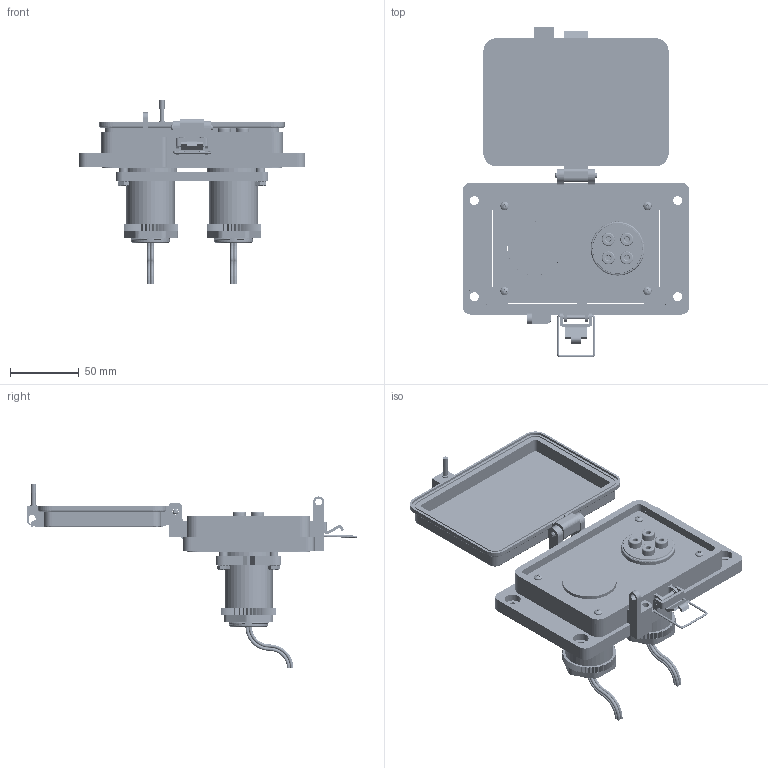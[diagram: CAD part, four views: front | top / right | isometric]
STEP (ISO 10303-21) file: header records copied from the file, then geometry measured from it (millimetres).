
FILE_DESCRIPTION (( 'STEP AP203' ), '1' );
FILE_NAME ('P-S12S21-M3RX_3D.STEP', '2019-08-05T13:27:34', ( '' ), ( '' ), 'SwSTEP 2.0', 'SolidWorks 2019', '' );
FILE_SCHEMA (( 'CONFIG_CONTROL_DESIGN' ));
Length unit declared in the file: millimetre
Products named in the file (17): 632FH_1-1_4-IN; R-3MT_SLEEVE; Z-001-SPR_5_8; R-3MT_NUT; Z-002-632516HN_90675A007; VTS INSERT; R-3W-UNIT; Z-H-M3_B; P-S12S21-M3RX_FP060_1; R-3W-SLEEVE; -M3; BAK240_BP1; R-3W_NUT; 92005A124_METRIC PAN HEAD PHILLIPS MACHINE SCREW_92005A124; BAK240_TP1; R-3MT_UNIT; P-S12S21-M3RX_3D
Assembly tree (28 placements, depth 3):
  P-S12S21-M3RX_3D
    P-S12S21-M3RX_FP060_1
    VTS INSERT
      BAK240_BP1
      BAK240_TP1
      632FH_1-1_4-IN  x4
      Z-001-SPR_5_8  x4
      Z-002-632516HN_90675A007  x4
      R-3W-UNIT
      R-3W-SLEEVE
      R-3W_NUT
      R-3MT_UNIT
      R-3MT_SLEEVE
      R-3MT_NUT
    -M3
      Z-H-M3_B
    92005A124_METRIC PAN HEAD PHILLIPS MACHINE SCREW_92005A124  x4
Bounding box: 164.96 x 240.59 x 134.46 mm (x, y, z)
Volume: 405612.1 mm3; surface area: 195525.3 mm2
Topology: 47 solids, 47 shells, 4124 faces, 11700 edges, 7707 vertices
Faces by surface type: cylinder 1630, plane 1206, bspline 978, cone 224, torus 78, sphere 8
Entity records: 148305 total; most frequent: CARTESIAN_POINT 84696, ORIENTED_EDGE 15456, DIRECTION 8869, EDGE_CURVE 7728, VERTEX_POINT 5082, VECTOR 3039, LINE 3039, B_SPLINE_CURVE_WITH_KNOTS 3027
